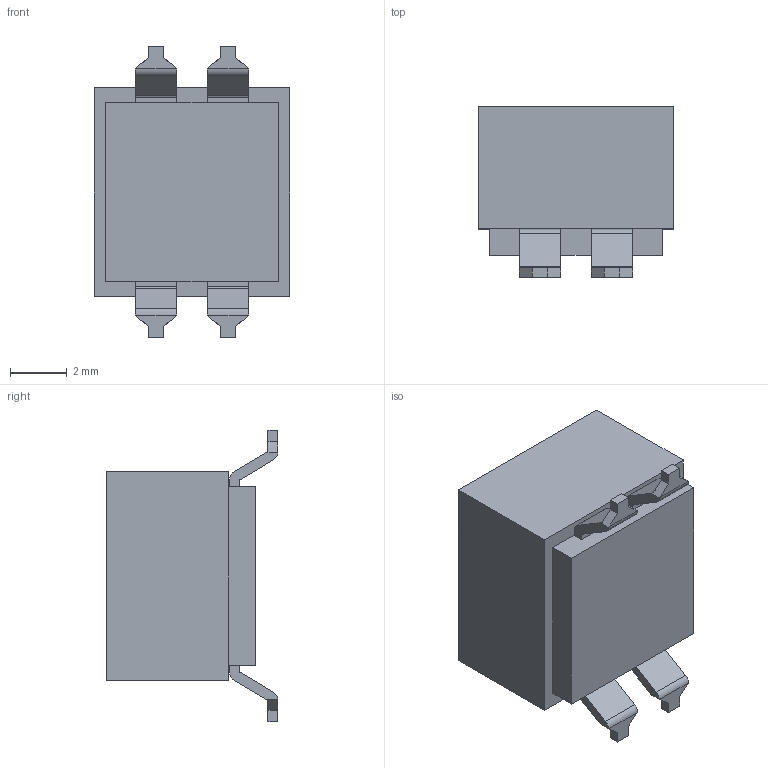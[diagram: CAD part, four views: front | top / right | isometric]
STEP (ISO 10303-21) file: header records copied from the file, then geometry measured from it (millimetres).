
FILE_DESCRIPTION (( 'STEP AP214' ), '1' );
FILE_NAME ('User Library-053001_smt_dip_sw_2pos.STEP', '2013-05-23T11:47:05', ( 'Windows User' ), ( '' ), 'SwSTEP 2.0', 'SolidWorks 2013', '' );
FILE_SCHEMA (( 'AUTOMOTIVE_DESIGN' ));
Length unit declared in the file: millimetre
Products named in the file (1): User Library-053001_smt_dip_sw_2pos
Bounding box: 6.9 x 6.05 x 10.28 mm (x, y, z)
Volume: 254.4 mm3; surface area: 301.2 mm2
Topology: 2 solids, 2 shells, 147 faces, 390 edges, 260 vertices
Faces by surface type: plane 104, cylinder 22, bspline 21
Entity records: 7086 total; most frequent: CARTESIAN_POINT 2051, ORIENTED_EDGE 780, DIRECTION 622, EDGE_CURVE 390, LINE 296, VECTOR 296, VERTEX_POINT 260, AXIS2_PLACEMENT_3D 163
